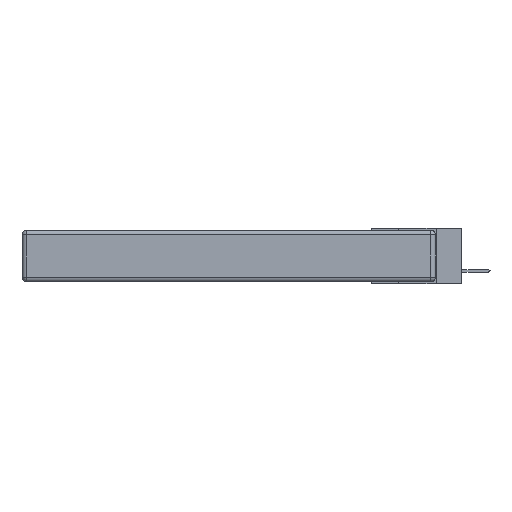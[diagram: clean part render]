
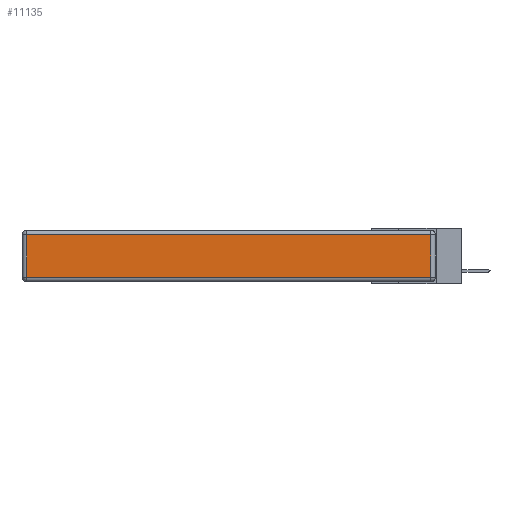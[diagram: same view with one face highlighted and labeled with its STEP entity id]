
A CAD part, left-side view. The second image highlights one B-rep face of the part: STEP entity #11135.
In plain terms, the highlighted planar face has unit normal (-1, 0, 0).
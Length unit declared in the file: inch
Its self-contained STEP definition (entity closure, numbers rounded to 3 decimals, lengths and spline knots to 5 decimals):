
#126 = ORIENTED_EDGE ( 'NONE', *, *, #17978, .T. ) ;
#444 = CARTESIAN_POINT ( 'NONE',  ( 0., 2.72, -0.343 ) ) ;
#888 = VECTOR ( 'NONE', #11207, 39.37008 ) ;
#1096 = LINE ( 'NONE', #1817, #13954 ) ;
#1686 = CARTESIAN_POINT ( 'NONE',  ( 0., 0.03, -0.03 ) ) ;
#1753 = VERTEX_POINT ( 'NONE', #1686 ) ;
#1817 = CARTESIAN_POINT ( 'NONE',  ( 0., 0., -0.313 ) ) ;
#1973 = DIRECTION ( 'NONE',  ( 0., -1., 0. ) ) ;
#3934 = LINE ( 'NONE', #444, #4967 ) ;
#4967 = VECTOR ( 'NONE', #10107, 39.37008 ) ;
#5068 = CARTESIAN_POINT ( 'NONE',  ( 0., 0.03, -0.343 ) ) ;
#5127 = CARTESIAN_POINT ( 'NONE',  ( 0., 0.03, -0.313 ) ) ;
#5507 = EDGE_CURVE ( 'NONE', #9827, #1753, #16846, .T. ) ;
#5712 = EDGE_CURVE ( 'NONE', #1753, #18913, #14268, .T. ) ;
#6690 = ORIENTED_EDGE ( 'NONE', *, *, #5712, .T. ) ;
#6831 = EDGE_CURVE ( 'NONE', #18913, #12103, #3934, .T. ) ;
#9509 = DIRECTION ( 'NONE',  ( 0., 0., 1. ) ) ;
#9827 = VERTEX_POINT ( 'NONE', #5127 ) ;
#10107 = DIRECTION ( 'NONE',  ( 0., 0., -1. ) ) ;
#11135 = ADVANCED_FACE ( 'NONE', ( #12011 ), #17561, .T. ) ;
#11207 = DIRECTION ( 'NONE',  ( 0., 1., 0. ) ) ;
#12011 = FACE_OUTER_BOUND ( 'NONE', #15062, .T. ) ;
#12103 = VERTEX_POINT ( 'NONE', #19173 ) ;
#13678 = AXIS2_PLACEMENT_3D ( 'NONE', #20947, #20879, #9509 ) ;
#13954 = VECTOR ( 'NONE', #1973, 39.37008 ) ;
#14268 = LINE ( 'NONE', #21036, #888 ) ;
#15062 = EDGE_LOOP ( 'NONE', ( #126, #18559, #6690, #20357 ) ) ;
#16846 = LINE ( 'NONE', #5068, #17882 ) ;
#17561 = PLANE ( 'NONE',  #13678 ) ;
#17882 = VECTOR ( 'NONE', #18261, 39.37008 ) ;
#17978 = EDGE_CURVE ( 'NONE', #12103, #9827, #1096, .T. ) ;
#18261 = DIRECTION ( 'NONE',  ( 0., 0., 1. ) ) ;
#18559 = ORIENTED_EDGE ( 'NONE', *, *, #5507, .T. ) ;
#18913 = VERTEX_POINT ( 'NONE', #19482 ) ;
#19173 = CARTESIAN_POINT ( 'NONE',  ( 0., 2.72, -0.313 ) ) ;
#19482 = CARTESIAN_POINT ( 'NONE',  ( 0., 2.72, -0.03 ) ) ;
#20357 = ORIENTED_EDGE ( 'NONE', *, *, #6831, .T. ) ;
#20879 = DIRECTION ( 'NONE',  ( -1., 0., 0. ) ) ;
#20947 = CARTESIAN_POINT ( 'NONE',  ( 0., 0., -0.343 ) ) ;
#21036 = CARTESIAN_POINT ( 'NONE',  ( 0., 2.75, -0.03 ) ) ;
